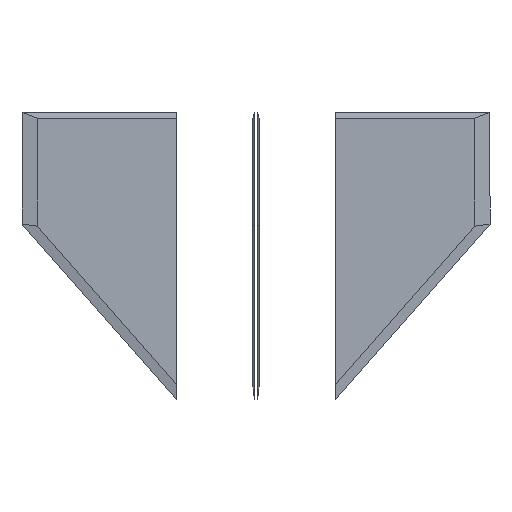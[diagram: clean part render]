
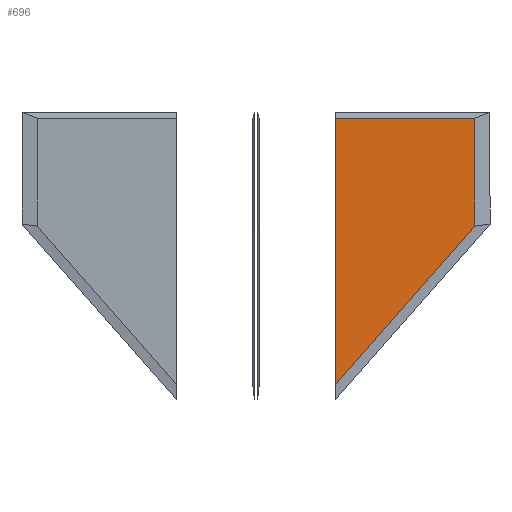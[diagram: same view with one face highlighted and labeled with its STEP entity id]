
A CAD part, front view. The second image highlights one B-rep face of the part: STEP entity #696.
In plain terms, the highlighted planar face has unit normal (0, -1, 0).
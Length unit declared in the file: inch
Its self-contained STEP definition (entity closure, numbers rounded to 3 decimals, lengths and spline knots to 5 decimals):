
#118 = CARTESIAN_POINT ( 'NONE',  ( 5.40595, -0.063, -0.46837 ) ) ;
#146 = CARTESIAN_POINT ( 'NONE',  ( 5.40595, -0.063, -4.66283 ) ) ;
#189 = LINE ( 'NONE', #808, #1140 ) ;
#217 = PLANE ( 'NONE',  #293 ) ;
#242 = EDGE_LOOP ( 'NONE', ( #612, #1030, #1254, #1024 ) ) ;
#249 = LINE ( 'NONE', #527, #1036 ) ;
#293 = AXIS2_PLACEMENT_3D ( 'NONE', #986, #512, #407 ) ;
#339 = CARTESIAN_POINT ( 'NONE',  ( 6.38583, -0.063, -0.46837 ) ) ;
#366 = EDGE_CURVE ( 'NONE', #1236, #482, #513, .T. ) ;
#400 = FACE_OUTER_BOUND ( 'NONE', #242, .T. ) ;
#407 = DIRECTION ( 'NONE',  ( 0., 0., 1. ) ) ;
#419 = CARTESIAN_POINT ( 'NONE',  ( 0., -0.063, -10.80595 ) ) ;
#425 = CARTESIAN_POINT ( 'NONE',  ( 0., -0.063, -12. ) ) ;
#482 = VERTEX_POINT ( 'NONE', #553 ) ;
#506 = DIRECTION ( 'NONE',  ( 0., 0., 1. ) ) ;
#512 = DIRECTION ( 'NONE',  ( 0., -1., 0. ) ) ;
#513 = LINE ( 'NONE', #425, #1056 ) ;
#519 = DIRECTION ( 'NONE',  ( -0.661, 0., -0.751 ) ) ;
#527 = CARTESIAN_POINT ( 'NONE',  ( 5.40595, -0.063, -11.78674 ) ) ;
#553 = CARTESIAN_POINT ( 'NONE',  ( 0., -0.063, -0.46837 ) ) ;
#612 = ORIENTED_EDGE ( 'NONE', *, *, #900, .T. ) ;
#633 = LINE ( 'NONE', #339, #727 ) ;
#696 = ADVANCED_FACE ( 'NONE', ( #400 ), #217, .T. ) ;
#727 = VECTOR ( 'NONE', #926, 39.37008 ) ;
#731 = EDGE_CURVE ( 'NONE', #894, #1236, #189, .T. ) ;
#808 = CARTESIAN_POINT ( 'NONE',  ( 8.23956, -0.063, -1.44281 ) ) ;
#843 = EDGE_CURVE ( 'NONE', #1194, #482, #633, .T. ) ;
#894 = VERTEX_POINT ( 'NONE', #146 ) ;
#900 = EDGE_CURVE ( 'NONE', #894, #1194, #249, .T. ) ;
#926 = DIRECTION ( 'NONE',  ( -1., 0., 0. ) ) ;
#935 = DIRECTION ( 'NONE',  ( 0., 0., 1. ) ) ;
#986 = CARTESIAN_POINT ( 'NONE',  ( 0., -0.063, 0. ) ) ;
#1024 = ORIENTED_EDGE ( 'NONE', *, *, #731, .F. ) ;
#1030 = ORIENTED_EDGE ( 'NONE', *, *, #843, .T. ) ;
#1036 = VECTOR ( 'NONE', #935, 39.37008 ) ;
#1056 = VECTOR ( 'NONE', #506, 39.37008 ) ;
#1140 = VECTOR ( 'NONE', #519, 39.37008 ) ;
#1194 = VERTEX_POINT ( 'NONE', #118 ) ;
#1236 = VERTEX_POINT ( 'NONE', #419 ) ;
#1254 = ORIENTED_EDGE ( 'NONE', *, *, #366, .F. ) ;
